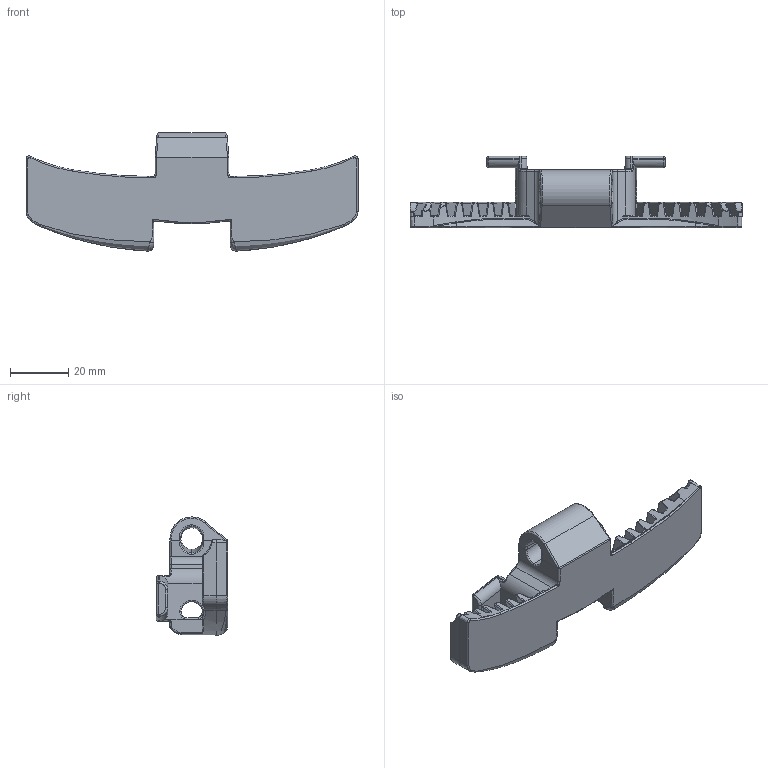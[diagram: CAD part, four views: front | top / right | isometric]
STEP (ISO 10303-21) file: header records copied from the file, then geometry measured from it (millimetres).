
FILE_DESCRIPTION((''),'2;1');
FILE_NAME('P1643','2024-05-23T08:59:01',('joakim.vodder'),(''),'CREO PARAMETRIC BY PTC INC, 2023134','CREO PARAMETRIC BY PTC INC, 2023134','');
FILE_SCHEMA(('AUTOMOTIVE_DESIGN { 1 0 10303 214 1 1 1 1 }'));
Products named in the file (1): P1643
Bounding box: 114.3 x 24.6 x 40.69 mm (x, y, z)
Volume: 24824 mm3; surface area: 14280.6 mm2
Topology: 1 solids, 1 shells, 1322 faces, 3306 edges, 2010 vertices
Faces by surface type: plane 581, cylinder 309, bspline 280, torus 67, sphere 64, cone 19, extrusion 2
Entity records: 69693 total; most frequent: CARTESIAN_POINT 30404, ORIENTED_EDGE 6608, DIRECTION 5365, PRESENTATION_STYLE_ASSIGNMENT 3305, STYLED_ITEM 3305, CURVE_STYLE 3304, EDGE_CURVE 3304, VERTEX_POINT 2010
